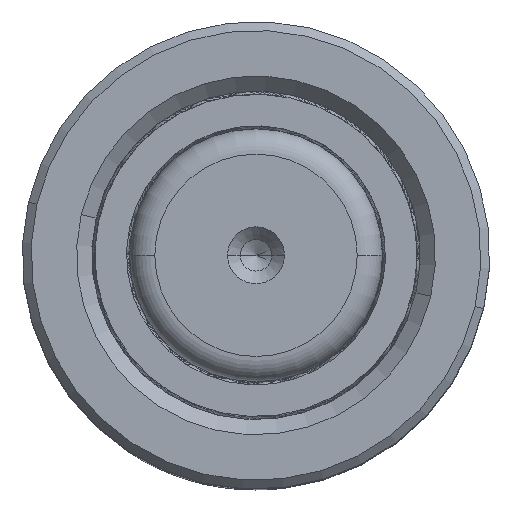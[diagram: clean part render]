
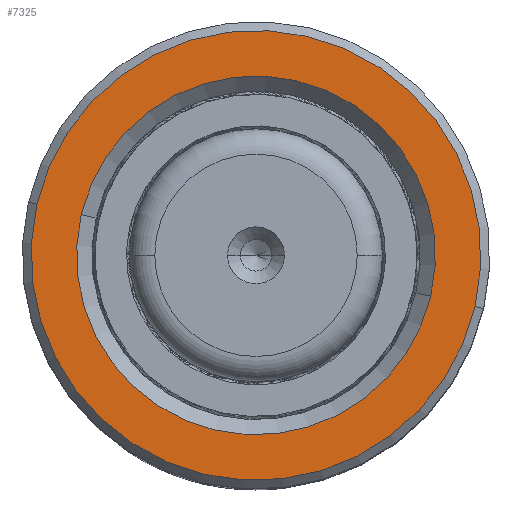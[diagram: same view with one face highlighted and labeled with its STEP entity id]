
A CAD part, top view. The second image highlights one B-rep face of the part: STEP entity #7325.
In plain terms, the highlighted planar face has unit normal (0, 0, 1).
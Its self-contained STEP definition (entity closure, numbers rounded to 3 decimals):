
#874 = VERTEX_POINT ( 'NONE', #17140 ) ;
#995 = CARTESIAN_POINT ( 'NONE',  ( 0., 0., 50. ) ) ;
#1974 = ORIENTED_EDGE ( 'NONE', *, *, #11931, .T. ) ;
#4042 = DIRECTION ( 'NONE',  ( 0., 0., 1. ) ) ;
#5612 = AXIS2_PLACEMENT_3D ( 'NONE', #27328, #11811, #19663 ) ;
#6974 = CARTESIAN_POINT ( 'NONE',  ( 0., 0., 50. ) ) ;
#7321 = CIRCLE ( 'NONE', #5612, 17.8 ) ;
#7325 = ADVANCED_FACE ( 'NONE', ( #28372, #30881 ), #25170, .T. ) ;
#8315 = VERTEX_POINT ( 'NONE', #27371 ) ;
#8943 = DIRECTION ( 'NONE',  ( 0., 0., 1. ) ) ;
#9048 = DIRECTION ( 'NONE',  ( 0., 0., -1. ) ) ;
#9433 = CIRCLE ( 'NONE', #18506, 14.2 ) ;
#11470 = VERTEX_POINT ( 'NONE', #19085 ) ;
#11811 = DIRECTION ( 'NONE',  ( 0., 0., 1. ) ) ;
#11931 = EDGE_CURVE ( 'NONE', #874, #11470, #9433, .T. ) ;
#13436 = CIRCLE ( 'NONE', #31050, 17.8 ) ;
#13831 = EDGE_CURVE ( 'NONE', #8315, #32353, #7321, .T. ) ;
#15024 = DIRECTION ( 'NONE',  ( 0., 0., -1. ) ) ;
#15730 = DIRECTION ( 'NONE',  ( 1., 0., 0. ) ) ;
#17140 = CARTESIAN_POINT ( 'NONE',  ( 14.2, 0., 50. ) ) ;
#17313 = DIRECTION ( 'NONE',  ( 1., 0., 0. ) ) ;
#18506 = AXIS2_PLACEMENT_3D ( 'NONE', #33844, #9048, #19927 ) ;
#19085 = CARTESIAN_POINT ( 'NONE',  ( -14.2, 0., 50. ) ) ;
#19663 = DIRECTION ( 'NONE',  ( 1., 0., 0. ) ) ;
#19927 = DIRECTION ( 'NONE',  ( 1., 0., 0. ) ) ;
#20347 = ORIENTED_EDGE ( 'NONE', *, *, #28219, .T. ) ;
#22572 = AXIS2_PLACEMENT_3D ( 'NONE', #33750, #8943, #17313 ) ;
#22780 = DIRECTION ( 'NONE',  ( 1., 0., 0. ) ) ;
#23245 = CIRCLE ( 'NONE', #30091, 14.2 ) ;
#25170 = PLANE ( 'NONE',  #22572 ) ;
#27328 = CARTESIAN_POINT ( 'NONE',  ( 0., 0., 50. ) ) ;
#27371 = CARTESIAN_POINT ( 'NONE',  ( -17.8, 0., 50. ) ) ;
#28219 = EDGE_CURVE ( 'NONE', #11470, #874, #23245, .T. ) ;
#28372 = FACE_OUTER_BOUND ( 'NONE', #34915, .T. ) ;
#29824 = EDGE_CURVE ( 'NONE', #32353, #8315, #13436, .T. ) ;
#30091 = AXIS2_PLACEMENT_3D ( 'NONE', #6974, #15024, #15730 ) ;
#30793 = CARTESIAN_POINT ( 'NONE',  ( 17.8, 0., 50. ) ) ;
#30881 = FACE_BOUND ( 'NONE', #31146, .T. ) ;
#31050 = AXIS2_PLACEMENT_3D ( 'NONE', #995, #4042, #22780 ) ;
#31146 = EDGE_LOOP ( 'NONE', ( #1974, #20347 ) ) ;
#32152 = ORIENTED_EDGE ( 'NONE', *, *, #29824, .T. ) ;
#32353 = VERTEX_POINT ( 'NONE', #30793 ) ;
#33747 = ORIENTED_EDGE ( 'NONE', *, *, #13831, .T. ) ;
#33750 = CARTESIAN_POINT ( 'NONE',  ( 0., 0., 50. ) ) ;
#33844 = CARTESIAN_POINT ( 'NONE',  ( 0., 0., 50. ) ) ;
#34915 = EDGE_LOOP ( 'NONE', ( #33747, #32152 ) ) ;
